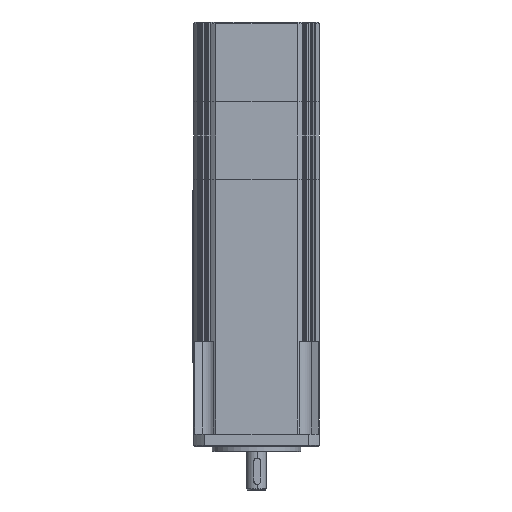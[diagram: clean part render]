
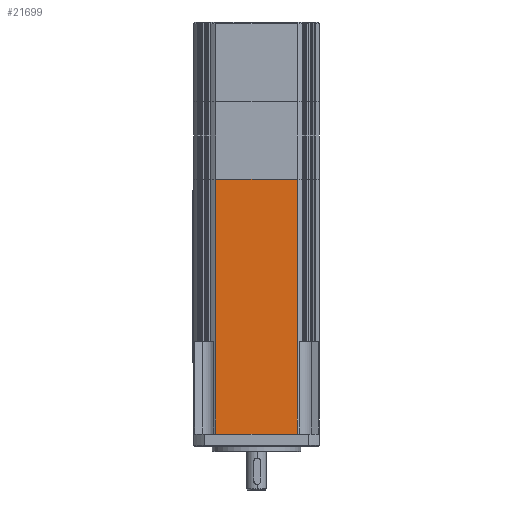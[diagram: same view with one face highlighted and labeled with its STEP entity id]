
A CAD part, front view. The second image highlights one B-rep face of the part: STEP entity #21699.
In plain terms, the highlighted planar face has unit normal (0, -1, 0).
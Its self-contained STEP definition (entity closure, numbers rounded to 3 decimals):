
#21660=CARTESIAN_POINT('',(0.,-28.5,0.0));
#21661=DIRECTION('',(0.0,-1.0,0.0));
#21662=DIRECTION('',(0.0,0.0,-1.0));
#21663=AXIS2_PLACEMENT_3D('',#21660,#21661,#21662);
#21664=PLANE('',#21663);
#21665=CARTESIAN_POINT('',(18.54,-28.5,115.5));
#21666=VERTEX_POINT('',#21665);
#21667=CARTESIAN_POINT('',(-18.54,-28.5,115.5));
#21668=VERTEX_POINT('',#21667);
#21669=CARTESIAN_POINT('',(18.54,-28.5,115.5));
#21670=DIRECTION('',(-1.0,0.0,0.0));
#21671=VECTOR('',#21670,37.081);
#21672=LINE('',#21669,#21671);
#21673=EDGE_CURVE('',#21666,#21668,#21672,.T.);
#21674=ORIENTED_EDGE('',*,*,#21673,.T.);
#21675=CARTESIAN_POINT('',(-18.54,-28.5,0.0));
#21676=VERTEX_POINT('',#21675);
#21677=CARTESIAN_POINT('',(-18.54,-28.5,0.0));
#21678=DIRECTION('',(0.0,0.0,1.0));
#21679=VECTOR('',#21678,115.5);
#21680=LINE('',#21677,#21679);
#21681=EDGE_CURVE('',#21676,#21668,#21680,.T.);
#21682=ORIENTED_EDGE('',*,*,#21681,.F.);
#21683=CARTESIAN_POINT('',(18.54,-28.5,0.0));
#21684=VERTEX_POINT('',#21683);
#21685=CARTESIAN_POINT('',(18.54,-28.5,0.0));
#21686=DIRECTION('',(-1.0,0.0,0.0));
#21687=VECTOR('',#21686,37.081);
#21688=LINE('',#21685,#21687);
#21689=EDGE_CURVE('',#21684,#21676,#21688,.T.);
#21690=ORIENTED_EDGE('',*,*,#21689,.F.);
#21691=CARTESIAN_POINT('',(18.54,-28.5,0.0));
#21692=DIRECTION('',(0.0,0.0,1.0));
#21693=VECTOR('',#21692,115.5);
#21694=LINE('',#21691,#21693);
#21695=EDGE_CURVE('',#21684,#21666,#21694,.T.);
#21696=ORIENTED_EDGE('',*,*,#21695,.T.);
#21697=EDGE_LOOP('',(#21674,#21682,#21690,#21696));
#21698=FACE_OUTER_BOUND('',#21697,.T.);
#21699=ADVANCED_FACE('',(#21698),#21664,.T.);
